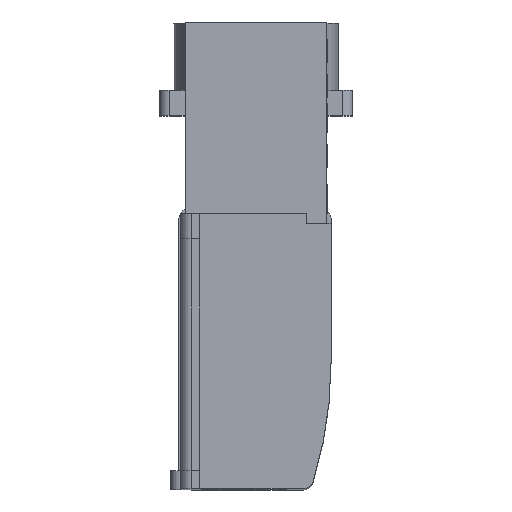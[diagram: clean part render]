
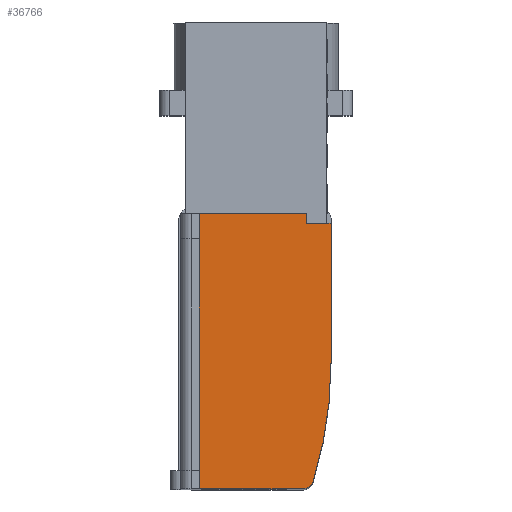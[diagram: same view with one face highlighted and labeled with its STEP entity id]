
A CAD part, top view. The second image highlights one B-rep face of the part: STEP entity #36766.
In plain terms, the highlighted planar face has unit normal (0, 0, 1).
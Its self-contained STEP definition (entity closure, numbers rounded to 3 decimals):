
#2596 = ORIENTED_EDGE ( 'NONE', *, *, #44746, .T. ) ;
#3897 = EDGE_CURVE ( 'NONE', #27337, #11566, #45657, .T. ) ;
#4137 = ORIENTED_EDGE ( 'NONE', *, *, #24578, .T. ) ;
#4234 = LINE ( 'NONE', #38537, #47254 ) ;
#4564 = VECTOR ( 'NONE', #5845, 1000. ) ;
#4633 = EDGE_CURVE ( 'NONE', #11566, #21351, #40189, .T. ) ;
#5845 = DIRECTION ( 'NONE',  ( -1., 0., 0. ) ) ;
#6904 = DIRECTION ( 'NONE',  ( 0., 1., 0. ) ) ;
#7694 = CARTESIAN_POINT ( 'NONE',  ( -7.3, -8.5, 35.7 ) ) ;
#8875 = CARTESIAN_POINT ( 'NONE',  ( -5.551, 17.595, 35.7 ) ) ;
#9570 = FACE_OUTER_BOUND ( 'NONE', #54508, .T. ) ;
#10336 = VECTOR ( 'NONE', #45087, 1000. ) ;
#11203 = ORIENTED_EDGE ( 'NONE', *, *, #4633, .T. ) ;
#11425 = CARTESIAN_POINT ( 'NONE',  ( 5.5, -6., 35.7 ) ) ;
#11566 = VERTEX_POINT ( 'NONE', #46993 ) ;
#11708 = CARTESIAN_POINT ( 'NONE',  ( -7.3, 6., 35.7 ) ) ;
#11800 = EDGE_CURVE ( 'NONE', #22967, #13140, #32613, .T. ) ;
#12196 = DIRECTION ( 'NONE',  ( 1., 0., 0. ) ) ;
#12271 = EDGE_CURVE ( 'NONE', #55170, #46374, #54740, .T. ) ;
#12723 = VECTOR ( 'NONE', #44733, 1000. ) ;
#13077 = CARTESIAN_POINT ( 'NONE',  ( 5.5, -8.5, 35.7 ) ) ;
#13140 = VERTEX_POINT ( 'NONE', #23474 ) ;
#13762 = ORIENTED_EDGE ( 'NONE', *, *, #3897, .T. ) ;
#14525 = VERTEX_POINT ( 'NONE', #11425 ) ;
#15262 = CARTESIAN_POINT ( 'NONE',  ( 5.5, 6., 35.7 ) ) ;
#16001 = ORIENTED_EDGE ( 'NONE', *, *, #20630, .T. ) ;
#16393 = AXIS2_PLACEMENT_3D ( 'NONE', #20589, #49591, #41988 ) ;
#16631 = CARTESIAN_POINT ( 'NONE',  ( -4.595, 18.3, 35.7 ) ) ;
#18205 = LINE ( 'NONE', #41496, #40512 ) ;
#18552 = PLANE ( 'NONE',  #25679 ) ;
#18622 = CARTESIAN_POINT ( 'NONE',  ( -4.595, 17.3, 35.7 ) ) ;
#18872 = DIRECTION ( 'NONE',  ( 1., 0., 0. ) ) ;
#20589 = CARTESIAN_POINT ( 'NONE',  ( 32., 6., 35.7 ) ) ;
#20630 = EDGE_CURVE ( 'NONE', #14525, #27337, #23891, .T. ) ;
#20907 = ORIENTED_EDGE ( 'NONE', *, *, #28487, .T. ) ;
#21351 = VERTEX_POINT ( 'NONE', #16631 ) ;
#22967 = VERTEX_POINT ( 'NONE', #37898 ) ;
#23474 = CARTESIAN_POINT ( 'NONE',  ( -4.9, -8.5, 35.7 ) ) ;
#23517 = CARTESIAN_POINT ( 'NONE',  ( -7.3, 6., 35.7 ) ) ;
#23891 = LINE ( 'NONE', #45285, #12723 ) ;
#24578 = EDGE_CURVE ( 'NONE', #21351, #43003, #50416, .T. ) ;
#25679 = AXIS2_PLACEMENT_3D ( 'NONE', #47830, #35446, #31521 ) ;
#26375 = VECTOR ( 'NONE', #45824, 1000. ) ;
#26791 = DIRECTION ( 'NONE',  ( 0., 0., 1. ) ) ;
#26862 = EDGE_CURVE ( 'NONE', #43003, #55170, #40662, .T. ) ;
#27337 = VERTEX_POINT ( 'NONE', #46976 ) ;
#28257 = VERTEX_POINT ( 'NONE', #13077 ) ;
#28487 = EDGE_CURVE ( 'NONE', #13140, #28257, #46250, .T. ) ;
#30026 = VECTOR ( 'NONE', #41806, 1000. ) ;
#31521 = DIRECTION ( 'NONE',  ( 1., 0., 0. ) ) ;
#32613 = LINE ( 'NONE', #50041, #26375 ) ;
#35446 = DIRECTION ( 'NONE',  ( 0., 0., 1. ) ) ;
#36719 = EDGE_CURVE ( 'NONE', #22967, #46374, #4234, .T. ) ;
#36766 = ADVANCED_FACE ( 'NONE', ( #9570 ), #18552, .T. ) ;
#36955 = AXIS2_PLACEMENT_3D ( 'NONE', #18622, #26791, #18872 ) ;
#37674 = ORIENTED_EDGE ( 'NONE', *, *, #26862, .T. ) ;
#37898 = CARTESIAN_POINT ( 'NONE',  ( -4.9, -7.5, 35.7 ) ) ;
#38537 = CARTESIAN_POINT ( 'NONE',  ( -7.3, -7.5, 35.7 ) ) ;
#40189 = LINE ( 'NONE', #45532, #4564 ) ;
#40512 = VECTOR ( 'NONE', #6904, 1000. ) ;
#40662 = CIRCLE ( 'NONE', #16393, 39.3 ) ;
#41496 = CARTESIAN_POINT ( 'NONE',  ( 5.5, 6., 35.7 ) ) ;
#41806 = DIRECTION ( 'NONE',  ( 0., -1., 0. ) ) ;
#41964 = VECTOR ( 'NONE', #12196, 1000. ) ;
#41988 = DIRECTION ( 'NONE',  ( 1., 0., 0. ) ) ;
#43003 = VERTEX_POINT ( 'NONE', #8875 ) ;
#44733 = DIRECTION ( 'NONE',  ( 0., 1., 0. ) ) ;
#44746 = EDGE_CURVE ( 'NONE', #28257, #14525, #18205, .T. ) ;
#45087 = DIRECTION ( 'NONE',  ( 0., 1., 0. ) ) ;
#45285 = CARTESIAN_POINT ( 'NONE',  ( 5.5, -8.5, 35.7 ) ) ;
#45532 = CARTESIAN_POINT ( 'NONE',  ( 7.3, 18.3, 35.7 ) ) ;
#45657 = LINE ( 'NONE', #15262, #10336 ) ;
#45824 = DIRECTION ( 'NONE',  ( 0., -1., 0. ) ) ;
#46250 = LINE ( 'NONE', #7694, #41964 ) ;
#46374 = VERTEX_POINT ( 'NONE', #55372 ) ;
#46781 = ORIENTED_EDGE ( 'NONE', *, *, #36719, .F. ) ;
#46976 = CARTESIAN_POINT ( 'NONE',  ( 5.5, 16.5, 35.7 ) ) ;
#46993 = CARTESIAN_POINT ( 'NONE',  ( 5.5, 18.3, 35.7 ) ) ;
#47254 = VECTOR ( 'NONE', #54873, 1000. ) ;
#47472 = ORIENTED_EDGE ( 'NONE', *, *, #11800, .T. ) ;
#47830 = CARTESIAN_POINT ( 'NONE',  ( 32., 6., 35.7 ) ) ;
#49591 = DIRECTION ( 'NONE',  ( 0., 0., 1. ) ) ;
#49746 = ORIENTED_EDGE ( 'NONE', *, *, #12271, .T. ) ;
#50041 = CARTESIAN_POINT ( 'NONE',  ( -4.9, -7.5, 35.7 ) ) ;
#50416 = CIRCLE ( 'NONE', #36955, 1. ) ;
#54508 = EDGE_LOOP ( 'NONE', ( #11203, #4137, #37674, #49746, #46781, #47472, #20907, #2596, #16001, #13762 ) ) ;
#54740 = LINE ( 'NONE', #11708, #30026 ) ;
#54873 = DIRECTION ( 'NONE',  ( -1., 0., 0. ) ) ;
#55170 = VERTEX_POINT ( 'NONE', #23517 ) ;
#55372 = CARTESIAN_POINT ( 'NONE',  ( -7.3, -7.5, 35.7 ) ) ;
